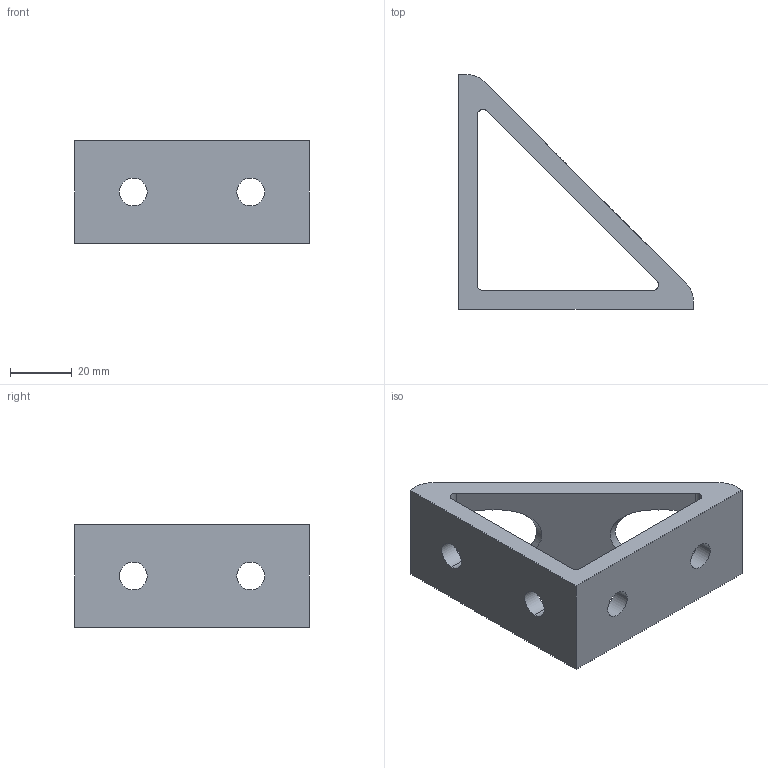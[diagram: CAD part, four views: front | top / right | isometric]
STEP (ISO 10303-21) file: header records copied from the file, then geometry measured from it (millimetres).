
FILE_DESCRIPTION (( 'STEP AP203' ), '1' );
FILE_NAME ('166328.step', '2023-10-19T16:51:42', ( '' ), ( '' ), 'SwSTEP 2.0', 'SolidWorks 2023', '' );
FILE_SCHEMA (( 'CONFIG_CONTROL_DESIGN' ));
Length unit declared in the file: millimetre
Products named in the file (1): 166328
Bounding box: 76.2 x 76.2 x 33.2 mm (x, y, z)
Volume: 40201.4 mm3; surface area: 17390.5 mm2
Topology: 1 solids, 1 shells, 47 faces, 125 edges, 78 vertices
Faces by surface type: cylinder 35, plane 10, bspline 2
Entity records: 1923 total; most frequent: CARTESIAN_POINT 741, ORIENTED_EDGE 250, DIRECTION 213, EDGE_CURVE 125, AXIS2_PLACEMENT_3D 80, VERTEX_POINT 78, EDGE_LOOP 59, VECTOR 53
